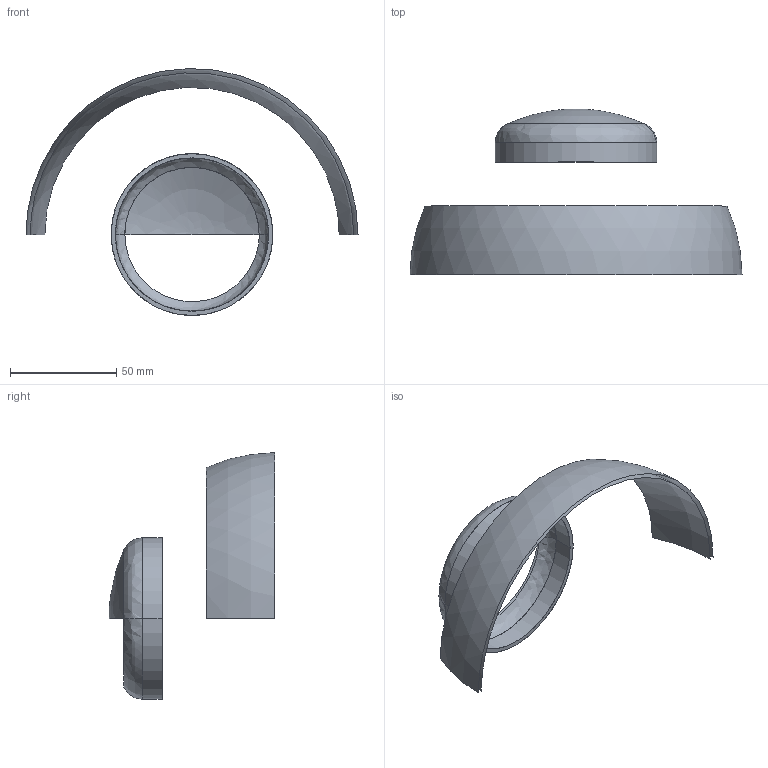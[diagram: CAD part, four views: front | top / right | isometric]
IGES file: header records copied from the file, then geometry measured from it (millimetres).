
Start section: SolidWorks IGES file using analytic representation for surfaces
Global section: file name: 60281-240-76.igs; native system: SolidWorks 2018; preprocessor: SolidWorks 2018; author: Christian; date: 220201.165617; units: millimetre
Bounding box: 156.2 x 78.1 x 116.13 mm (x, y, z)
Surface area: 28019.9 mm2 (no closed solid volume)
Topology: 0 solids, 0 shells, 311 faces, 3389 edges, 3387 vertices
Faces by surface type: bspline 265, revolution 46
